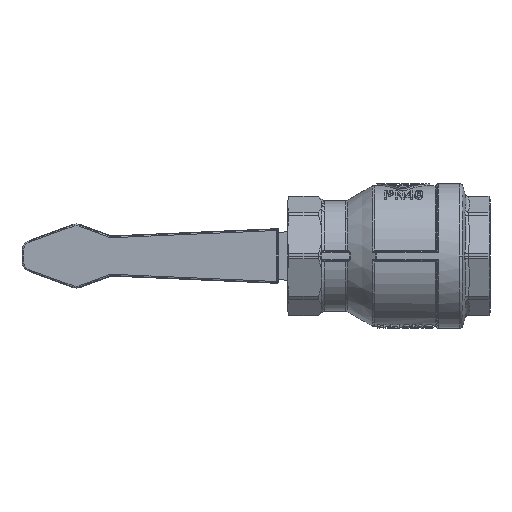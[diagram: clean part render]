
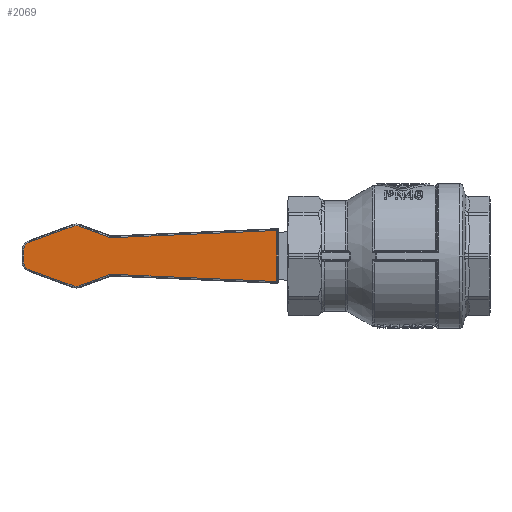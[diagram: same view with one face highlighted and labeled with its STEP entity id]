
A CAD part, front view. The second image highlights one B-rep face of the part: STEP entity #2069.
In plain terms, the highlighted planar face has unit normal (-0.035, -0.999, 0).
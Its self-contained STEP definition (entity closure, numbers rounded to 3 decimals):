
#2069=ADVANCED_FACE('',(#4919),#4920,.T.);
#4919=FACE_OUTER_BOUND('',#9009,.T.);
#4920=PLANE('',#9010);
#9009=EDGE_LOOP('',(#18462,#18463,#18464,#18465,#18466,#18467,#18468,#18469,#18470,#18471,#18472,#18473,#18474,#18475));
#9010=AXIS2_PLACEMENT_3D('',#18476,#18477,#18478);
#18462=ORIENTED_EDGE('',*,*,#25585,.F.);
#18463=ORIENTED_EDGE('',*,*,#26751,.F.);
#18464=ORIENTED_EDGE('',*,*,#25623,.F.);
#18465=ORIENTED_EDGE('',*,*,#26278,.F.);
#18466=ORIENTED_EDGE('',*,*,#25628,.F.);
#18467=ORIENTED_EDGE('',*,*,#26272,.F.);
#18468=ORIENTED_EDGE('',*,*,#25633,.F.);
#18469=ORIENTED_EDGE('',*,*,#26267,.F.);
#18470=ORIENTED_EDGE('',*,*,#25638,.F.);
#18471=ORIENTED_EDGE('',*,*,#26262,.F.);
#18472=ORIENTED_EDGE('',*,*,#25643,.F.);
#18473=ORIENTED_EDGE('',*,*,#26257,.F.);
#18474=ORIENTED_EDGE('',*,*,#25648,.F.);
#18475=ORIENTED_EDGE('',*,*,#26252,.F.);
#18476=CARTESIAN_POINT('',(-37.841,81.107,-0.628));
#18477=DIRECTION('',(-0.035,-0.999,0.));
#18478=DIRECTION('',(-0.999,0.035,0.));
#25585=EDGE_CURVE('',#30419,#30421,#30422,.T.);
#25623=EDGE_CURVE('',#30485,#30487,#30488,.T.);
#25628=EDGE_CURVE('',#30494,#30496,#30497,.T.);
#25633=EDGE_CURVE('',#30503,#30505,#30506,.T.);
#25638=EDGE_CURVE('',#30512,#30514,#30515,.T.);
#25643=EDGE_CURVE('',#30521,#30523,#30524,.T.);
#25648=EDGE_CURVE('',#30530,#30532,#30533,.T.);
#26252=EDGE_CURVE('',#30421,#30530,#31494,.T.);
#26257=EDGE_CURVE('',#30532,#30521,#31499,.T.);
#26262=EDGE_CURVE('',#30523,#30512,#31504,.T.);
#26267=EDGE_CURVE('',#30514,#30503,#31509,.T.);
#26272=EDGE_CURVE('',#30505,#30494,#31514,.T.);
#26278=EDGE_CURVE('',#30496,#30485,#31521,.T.);
#26751=EDGE_CURVE('',#30487,#30419,#32151,.T.);
#30419=VERTEX_POINT('',#38111);
#30421=VERTEX_POINT('',#38113);
#30422=LINE('',#38114,#38115);
#30485=VERTEX_POINT('',#38193);
#30487=VERTEX_POINT('',#38195);
#30488=LINE('',#38196,#38197);
#30494=VERTEX_POINT('',#38204);
#30496=VERTEX_POINT('',#38206);
#30497=LINE('',#38207,#38208);
#30503=VERTEX_POINT('',#38215);
#30505=VERTEX_POINT('',#38217);
#30506=LINE('',#38218,#38219);
#30512=VERTEX_POINT('',#38226);
#30514=VERTEX_POINT('',#38228);
#30515=LINE('',#38229,#38230);
#30521=VERTEX_POINT('',#38237);
#30523=VERTEX_POINT('',#38239);
#30524=LINE('',#38240,#38241);
#30530=VERTEX_POINT('',#38248);
#30532=VERTEX_POINT('',#38250);
#30533=LINE('',#38251,#38252);
#31494=CIRCLE('',#39947,1.5);
#31499=CIRCLE('',#39952,2.5);
#31504=CIRCLE('',#39957,2.5);
#31509=CIRCLE('',#39962,2.5);
#31514=CIRCLE('',#39967,2.5);
#31521=CIRCLE('',#39974,1.5);
#32151=LINE('',#41000,#41001);
#38111=CARTESIAN_POINT('',(-31.02,80.869,-7.051));
#38113=CARTESIAN_POINT('',(-76.617,82.462,-5.059));
#38114=CARTESIAN_POINT('',(-24.255,80.633,-7.347));
#38115=VECTOR('',#50561,45.668);
#38193=CARTESIAN_POINT('',(-76.617,82.462,5.059));
#38195=CARTESIAN_POINT('',(-31.02,80.869,7.051));
#38196=CARTESIAN_POINT('',(-57.39,81.79,5.899));
#38197=VECTOR('',#50619,45.668);
#38204=CARTESIAN_POINT('',(-85.632,82.776,8.221));
#38206=CARTESIAN_POINT('',(-77.195,82.482,5.148));
#38207=CARTESIAN_POINT('',(-63.111,81.99,0.019));
#38208=VECTOR('',#50627,8.984);
#38215=CARTESIAN_POINT('',(-99.334,83.255,3.853));
#38217=CARTESIAN_POINT('',(-87.341,82.836,8.221));
#38218=CARTESIAN_POINT('',(-72.904,82.332,13.479));
#38219=VECTOR('',#50635,12.77);
#38226=CARTESIAN_POINT('',(-100.978,83.312,-1.504));
#38228=CARTESIAN_POINT('',(-100.978,83.312,1.504));
#38229=CARTESIAN_POINT('',(-100.978,83.312,-0.314));
#38230=VECTOR('',#50643,3.008);
#38237=CARTESIAN_POINT('',(-87.341,82.836,-8.221));
#38239=CARTESIAN_POINT('',(-99.334,83.255,-3.853));
#38240=CARTESIAN_POINT('',(-66.706,82.115,-15.736));
#38241=VECTOR('',#50651,12.77);
#38248=CARTESIAN_POINT('',(-77.195,82.482,-5.148));
#38250=CARTESIAN_POINT('',(-85.632,82.776,-8.221));
#38251=CARTESIAN_POINT('',(-59.094,81.85,1.444));
#38252=VECTOR('',#50659,8.984);
#39947=AXIS2_PLACEMENT_3D('',#51189,#51190,#51191);
#39952=AXIS2_PLACEMENT_3D('',#51198,#51199,#51200);
#39957=AXIS2_PLACEMENT_3D('',#51207,#51208,#51209);
#39962=AXIS2_PLACEMENT_3D('',#51216,#51217,#51218);
#39967=AXIS2_PLACEMENT_3D('',#51225,#51226,#51227);
#39974=AXIS2_PLACEMENT_3D('',#51237,#51238,#51239);
#41000=CARTESIAN_POINT('',(-31.02,80.869,-0.314));
#41001=VECTOR('',#51549,14.102);
#50561=DIRECTION('',(-0.998,0.035,0.044));
#50619=DIRECTION('',(0.998,-0.035,0.044));
#50627=DIRECTION('',(0.939,-0.033,-0.342));
#50635=DIRECTION('',(0.939,-0.033,0.342));
#50643=DIRECTION('',(0.,0.,1.0));
#50651=DIRECTION('',(-0.939,0.033,0.342));
#50659=DIRECTION('',(-0.939,0.033,-0.342));
#51189=CARTESIAN_POINT('',(-76.682,82.464,-6.558));
#51190=DIRECTION('',(-0.035,-0.999,0.));
#51191=DIRECTION('',(-0.152,0.005,0.988));
#51198=CARTESIAN_POINT('',(-86.487,82.806,-5.872));
#51199=DIRECTION('',(0.035,0.999,0.));
#51200=DIRECTION('',(0.,0.,-1.0));
#51207=CARTESIAN_POINT('',(-98.479,83.225,-1.504));
#51208=DIRECTION('',(0.035,0.999,0.));
#51209=DIRECTION('',(-0.819,0.029,-0.574));
#51216=CARTESIAN_POINT('',(-98.479,83.225,1.504));
#51217=DIRECTION('',(0.035,0.999,0.));
#51218=DIRECTION('',(-0.819,0.029,0.574));
#51225=CARTESIAN_POINT('',(-86.487,82.806,5.872));
#51226=DIRECTION('',(0.035,0.999,0.));
#51227=DIRECTION('',(0.,0.,1.0));
#51237=CARTESIAN_POINT('',(-76.682,82.464,6.558));
#51238=DIRECTION('',(-0.035,-0.999,0.));
#51239=DIRECTION('',(-0.152,0.005,-0.988));
#51549=DIRECTION('',(0.,0.,-1.0));
